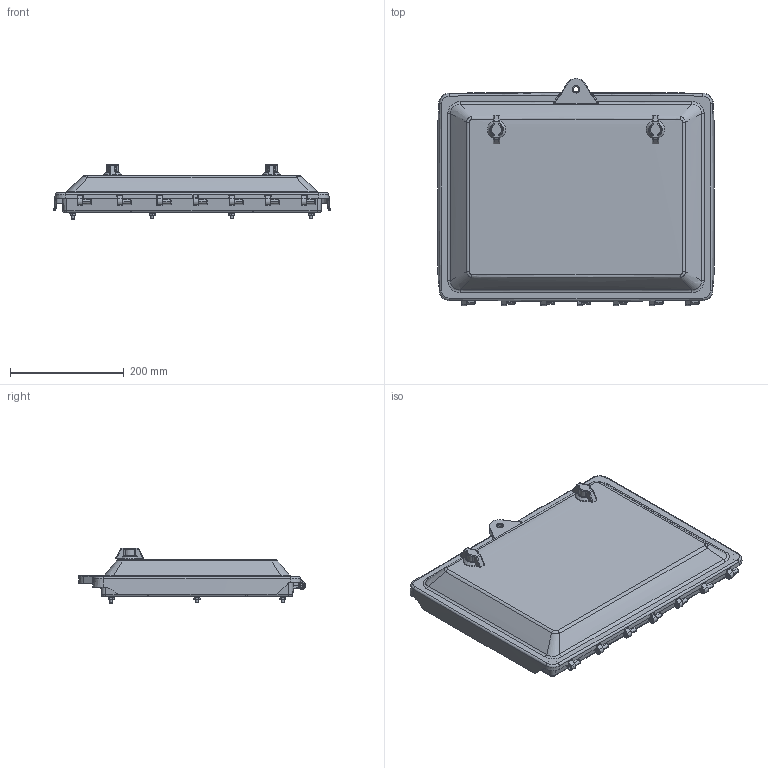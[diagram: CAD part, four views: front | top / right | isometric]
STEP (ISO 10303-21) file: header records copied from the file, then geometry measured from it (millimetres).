
FILE_DESCRIPTION (( 'STEP AP214' ), '1' );
FILE_NAME ('HMICVR1611.STEP', '2025-02-20T15:15:51', ( '' ), ( '' ), 'SwSTEP 2.0', 'SolidWorks 2024', '' );
FILE_SCHEMA (( 'AUTOMOTIVE_DESIGN' ));
Length unit declared in the file: inch
Products named in the file (1): HMICVR1611
Bounding box: 486.18 x 399.38 x 97.3 mm (x, y, z)
Volume: 1700035.6 mm3; surface area: 1034098 mm2
Topology: 58 solids, 58 shells, 3451 faces, 8408 edges, 5078 vertices
Faces by surface type: plane 1075, cylinder 770, bspline 712, cone 443, torus 379, sphere 72
Full cylindrical faces by diameter (mm): 0.531 x2, 2.1 x2, 4.826 x13, 5 x23, 5.08 x10, 5.1 x2, 5.5 x2, 6 x2, 7.62 x4, 8.331 x7, 9.398 x1, 9.474 x10, 9.525 x1, 10 x21, 13.5 x2, 15 x2, 19.8 x2, 20.376 x2, 21.5 x2, 32 x2
Entity records: 131647 total; most frequent: CARTESIAN_POINT 58178, ORIENTED_EDGE 16326, DIRECTION 13163, EDGE_CURVE 8163, AXIS2_PLACEMENT_3D 5158, VERTEX_POINT 5036, EDGE_LOOP 3809, FACE_OUTER_BOUND 3575
